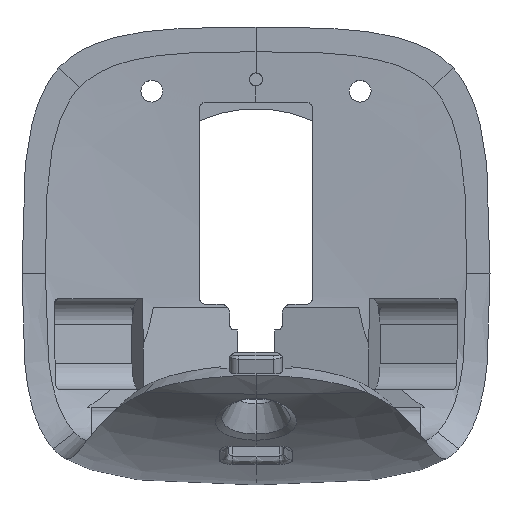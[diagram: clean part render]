
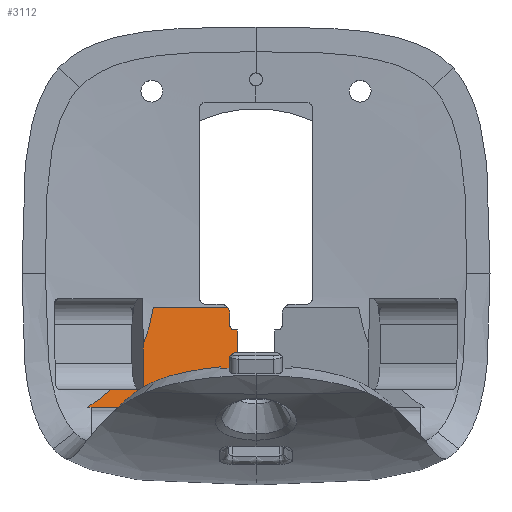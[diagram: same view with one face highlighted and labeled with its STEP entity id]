
A CAD part, top view. The second image highlights one B-rep face of the part: STEP entity #3112.
In plain terms, the highlighted planar face has unit normal (0.259, 0, 0.966).
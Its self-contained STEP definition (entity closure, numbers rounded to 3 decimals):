
#78=ELLIPSE('',#3320,14.804,14.3);
#79=ELLIPSE('',#3321,0.518,0.5);
#80=ELLIPSE('',#3322,1.035,1.);
#195=B_SPLINE_CURVE_WITH_KNOTS('',3,(#4591,#4592,#4593,#4594,#4595,#4596),
 .UNSPECIFIED.,.F.,.F.,(4,2,4),(-1.028,-0.76,-0.589),
 .UNSPECIFIED.);
#196=B_SPLINE_CURVE_WITH_KNOTS('',3,(#4599,#4600,#4601,#4602),
 .UNSPECIFIED.,.F.,.F.,(4,4),(-1.386,-1.155),
 .UNSPECIFIED.);
#442=FACE_OUTER_BOUND('',#617,.T.);
#617=EDGE_LOOP('',(#2116,#2117,#2118,#2119,#2120,#2121,#2122,#2123,#2124,
#2125,#2126,#2127,#2128,#2129,#2130,#2131));
#787=LINE('',#4174,#987);
#821=LINE('',#4529,#1021);
#829=LINE('',#4565,#1029);
#830=LINE('',#4572,#1030);
#831=LINE('',#4574,#1031);
#832=LINE('',#4576,#1032);
#833=LINE('',#4580,#1033);
#834=LINE('',#4582,#1034);
#835=LINE('',#4586,#1035);
#836=LINE('',#4590,#1036);
#837=LINE('',#4598,#1037);
#987=VECTOR('',#3518,10.);
#1021=VECTOR('',#3602,10.);
#1029=VECTOR('',#3622,10.);
#1030=VECTOR('',#3625,10.);
#1031=VECTOR('',#3626,10.);
#1032=VECTOR('',#3627,10.);
#1033=VECTOR('',#3630,10.);
#1034=VECTOR('',#3631,10.);
#1035=VECTOR('',#3634,10.);
#1036=VECTOR('',#3637,10.);
#1037=VECTOR('',#3638,10.);
#1187=VERTEX_POINT('',#4172);
#1188=VERTEX_POINT('',#4173);
#1241=VERTEX_POINT('',#4526);
#1242=VERTEX_POINT('',#4528);
#1254=VERTEX_POINT('',#4564);
#1255=VERTEX_POINT('',#4571);
#1256=VERTEX_POINT('',#4573);
#1257=VERTEX_POINT('',#4575);
#1258=VERTEX_POINT('',#4577);
#1259=VERTEX_POINT('',#4579);
#1260=VERTEX_POINT('',#4581);
#1261=VERTEX_POINT('',#4583);
#1262=VERTEX_POINT('',#4585);
#1263=VERTEX_POINT('',#4587);
#1264=VERTEX_POINT('',#4589);
#1265=VERTEX_POINT('',#4597);
#1511=EDGE_CURVE('',#1187,#1188,#787,.F.);
#1577=EDGE_CURVE('',#1242,#1241,#821,.F.);
#1591=EDGE_CURVE('',#1254,#1187,#829,.F.);
#1593=EDGE_CURVE('',#1188,#1255,#830,.F.);
#1594=EDGE_CURVE('',#1255,#1256,#831,.T.);
#1595=EDGE_CURVE('',#1256,#1257,#832,.T.);
#1596=EDGE_CURVE('',#1257,#1258,#78,.T.);
#1597=EDGE_CURVE('',#1258,#1259,#833,.T.);
#1598=EDGE_CURVE('',#1259,#1260,#834,.T.);
#1599=EDGE_CURVE('',#1260,#1261,#79,.T.);
#1600=EDGE_CURVE('',#1261,#1262,#835,.T.);
#1601=EDGE_CURVE('',#1262,#1263,#80,.T.);
#1602=EDGE_CURVE('',#1264,#1263,#836,.T.);
#1603=EDGE_CURVE('',#1264,#1242,#195,.T.);
#1604=EDGE_CURVE('',#1241,#1265,#837,.T.);
#1605=EDGE_CURVE('',#1265,#1254,#196,.T.);
#2116=ORIENTED_EDGE('',*,*,#1591,.T.);
#2117=ORIENTED_EDGE('',*,*,#1511,.T.);
#2118=ORIENTED_EDGE('',*,*,#1593,.T.);
#2119=ORIENTED_EDGE('',*,*,#1594,.T.);
#2120=ORIENTED_EDGE('',*,*,#1595,.T.);
#2121=ORIENTED_EDGE('',*,*,#1596,.T.);
#2122=ORIENTED_EDGE('',*,*,#1597,.T.);
#2123=ORIENTED_EDGE('',*,*,#1598,.T.);
#2124=ORIENTED_EDGE('',*,*,#1599,.T.);
#2125=ORIENTED_EDGE('',*,*,#1600,.T.);
#2126=ORIENTED_EDGE('',*,*,#1601,.T.);
#2127=ORIENTED_EDGE('',*,*,#1602,.F.);
#2128=ORIENTED_EDGE('',*,*,#1603,.T.);
#2129=ORIENTED_EDGE('',*,*,#1577,.T.);
#2130=ORIENTED_EDGE('',*,*,#1604,.T.);
#2131=ORIENTED_EDGE('',*,*,#1605,.T.);
#3034=PLANE('',#3319);
#3112=ADVANCED_FACE('',(#442),#3034,.T.);
#3319=AXIS2_PLACEMENT_3D('',#4570,#3623,#3624);
#3320=AXIS2_PLACEMENT_3D('',#4578,#3628,#3629);
#3321=AXIS2_PLACEMENT_3D('',#4584,#3632,#3633);
#3322=AXIS2_PLACEMENT_3D('',#4588,#3635,#3636);
#3518=DIRECTION('',(-0.966,0.,0.259));
#3602=DIRECTION('',(0.,1.,0.));
#3622=DIRECTION('',(-0.966,0.,0.259));
#3623=DIRECTION('center_axis',(0.259,0.,
0.966));
#3624=DIRECTION('ref_axis',(0.,1.,0.));
#3625=DIRECTION('',(0.,-1.,0.));
#3626=DIRECTION('',(0.966,0.,-0.259));
#3627=DIRECTION('',(0.,1.,0.));
#3628=DIRECTION('center_axis',(-0.259,0.,
-0.966));
#3629=DIRECTION('ref_axis',(0.966,0.,-0.259));
#3630=DIRECTION('',(0.,1.,0.));
#3631=DIRECTION('',(-0.966,0.,0.259));
#3632=DIRECTION('center_axis',(-0.259,0.,
-0.966));
#3633=DIRECTION('ref_axis',(-0.966,0.,0.259));
#3634=DIRECTION('',(0.,1.,0.));
#3635=DIRECTION('center_axis',(0.259,0.,
0.966));
#3636=DIRECTION('ref_axis',(0.966,0.,-0.259));
#3637=DIRECTION('',(0.966,0.,-0.259));
#3638=DIRECTION('',(-0.966,0.,0.259));
#4172=CARTESIAN_POINT('',(-19.,-15.388,-23.222));
#4173=CARTESIAN_POINT('',(-11.,-15.388,-25.366));
#4174=CARTESIAN_POINT('',(-5.193,-15.388,-26.922));
#4526=CARTESIAN_POINT('',(-12.989,-13.388,-24.833));
#4528=CARTESIAN_POINT('',(-12.989,-8.107,-24.833));
#4529=CARTESIAN_POINT('',(-12.989,-10.261,-24.833));
#4564=CARTESIAN_POINT('',(-19.388,-15.388,-23.118));
#4565=CARTESIAN_POINT('',(-5.193,-15.388,-26.922));
#4570=CARTESIAN_POINT('Origin',(-5.068,-12.388,-26.955));
#4571=CARTESIAN_POINT('',(-11.,-14.25,-25.366));
#4572=CARTESIAN_POINT('',(-11.,-14.069,-25.366));
#4573=CARTESIAN_POINT('',(0.,-14.25,-28.313));
#4574=CARTESIAN_POINT('',(0.509,-14.25,-28.45));
#4575=CARTESIAN_POINT('',(0.,-11.3,-28.313));
#4576=CARTESIAN_POINT('',(0.,-0.857,-28.313));
#4577=CARTESIAN_POINT('',(-2.135,-11.14,-27.741));
#4578=CARTESIAN_POINT('Origin',(0.,3.,
-28.313));
#4579=CARTESIAN_POINT('',(-2.135,-6.5,-27.741));
#4580=CARTESIAN_POINT('',(-2.135,-4.694,-27.741));
#4581=CARTESIAN_POINT('',(-2.5,-6.5,-27.643));
#4582=CARTESIAN_POINT('',(-0.566,-6.5,-28.162));
#4583=CARTESIAN_POINT('',(-3.,-6.,-27.509));
#4584=CARTESIAN_POINT('Origin',(-2.5,-6.,-27.643));
#4585=CARTESIAN_POINT('',(-3.,-4.55,-27.509));
#4586=CARTESIAN_POINT('',(-3.,-5.194,-27.509));
#4587=CARTESIAN_POINT('',(-3.251,-3.888,-27.442));
#4588=CARTESIAN_POINT('Origin',(-4.,-4.55,-27.242));
#4589=CARTESIAN_POINT('',(-11.833,-3.888,-25.143));
#4590=CARTESIAN_POINT('',(-4.102,-3.888,-27.214));
#4591=CARTESIAN_POINT('Ctrl Pts',(-11.833,-3.888,-25.143));
#4592=CARTESIAN_POINT('Ctrl Pts',(-11.963,-4.776,-25.108));
#4593=CARTESIAN_POINT('Ctrl Pts',(-12.15,-5.651,-25.058));
#4594=CARTESIAN_POINT('Ctrl Pts',(-12.575,-7.055,-24.944));
#4595=CARTESIAN_POINT('Ctrl Pts',(-12.767,-7.588,-24.892));
#4596=CARTESIAN_POINT('Ctrl Pts',(-12.989,-8.107,-24.833));
#4597=CARTESIAN_POINT('',(-16.748,-13.388,-23.826));
#4598=CARTESIAN_POINT('',(-10.96,-13.388,-25.377));
#4599=CARTESIAN_POINT('Ctrl Pts',(-16.748,-13.388,-23.826));
#4600=CARTESIAN_POINT('Ctrl Pts',(-17.628,-14.201,-23.59));
#4601=CARTESIAN_POINT('Ctrl Pts',(-18.549,-14.877,-23.343));
#4602=CARTESIAN_POINT('Ctrl Pts',(-19.388,-15.388,-23.118));
